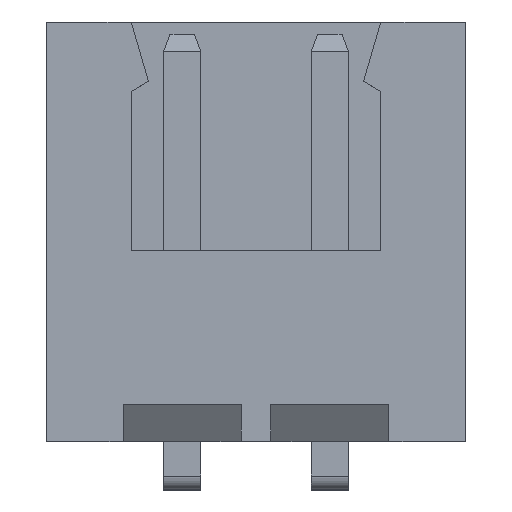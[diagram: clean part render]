
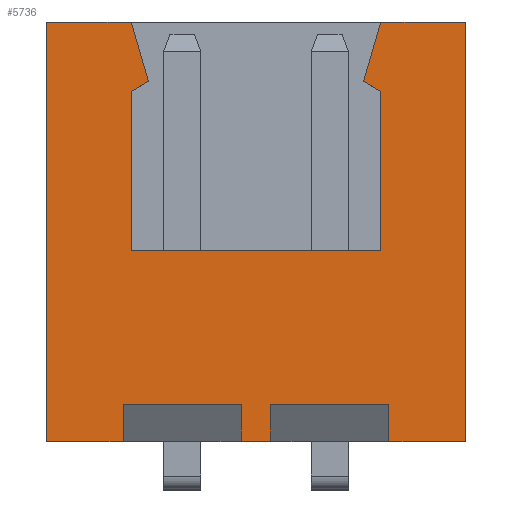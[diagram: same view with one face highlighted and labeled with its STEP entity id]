
A CAD part, top view. The second image highlights one B-rep face of the part: STEP entity #5736.
In plain terms, the highlighted planar face has unit normal (0, 0, 1).
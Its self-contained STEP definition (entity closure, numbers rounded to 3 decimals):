
#437=ORIENTED_EDGE('',*,*,#1622,.F.);
#438=ORIENTED_EDGE('',*,*,#1623,.F.);
#439=ORIENTED_EDGE('',*,*,#1624,.F.);
#440=ORIENTED_EDGE('',*,*,#1625,.F.);
#441=ORIENTED_EDGE('',*,*,#1626,.F.);
#442=ORIENTED_EDGE('',*,*,#1592,.T.);
#443=ORIENTED_EDGE('',*,*,#1627,.T.);
#444=ORIENTED_EDGE('',*,*,#1628,.F.);
#445=ORIENTED_EDGE('',*,*,#1629,.F.);
#446=ORIENTED_EDGE('',*,*,#1630,.T.);
#447=ORIENTED_EDGE('',*,*,#1631,.T.);
#448=ORIENTED_EDGE('',*,*,#1603,.F.);
#449=ORIENTED_EDGE('',*,*,#1632,.F.);
#450=ORIENTED_EDGE('',*,*,#1633,.T.);
#451=ORIENTED_EDGE('',*,*,#1634,.T.);
#452=ORIENTED_EDGE('',*,*,#1608,.F.);
#453=ORIENTED_EDGE('',*,*,#1635,.F.);
#454=ORIENTED_EDGE('',*,*,#1636,.T.);
#455=ORIENTED_EDGE('',*,*,#1637,.F.);
#456=ORIENTED_EDGE('',*,*,#1638,.F.);
#1592=EDGE_CURVE('',#2185,#2187,#2577,.T.);
#1603=EDGE_CURVE('',#2196,#2197,#2588,.T.);
#1608=EDGE_CURVE('',#2200,#2201,#2593,.T.);
#1622=EDGE_CURVE('',#2210,#2211,#2607,.T.);
#1623=EDGE_CURVE('',#2212,#2210,#2608,.T.);
#1624=EDGE_CURVE('',#2213,#2212,#2609,.T.);
#1625=EDGE_CURVE('',#2214,#2213,#2610,.T.);
#1626=EDGE_CURVE('',#2185,#2214,#2611,.T.);
#1627=EDGE_CURVE('',#2187,#2215,#2612,.T.);
#1628=EDGE_CURVE('',#2216,#2215,#2613,.T.);
#1629=EDGE_CURVE('',#2217,#2216,#2614,.T.);
#1630=EDGE_CURVE('',#2217,#2218,#2615,.T.);
#1631=EDGE_CURVE('',#2218,#2197,#2616,.T.);
#1632=EDGE_CURVE('',#2219,#2196,#2617,.T.);
#1633=EDGE_CURVE('',#2219,#2220,#2618,.T.);
#1634=EDGE_CURVE('',#2220,#2201,#2619,.T.);
#1635=EDGE_CURVE('',#2221,#2200,#2620,.T.);
#1636=EDGE_CURVE('',#2221,#2222,#2621,.T.);
#1637=EDGE_CURVE('',#2223,#2222,#2622,.T.);
#1638=EDGE_CURVE('',#2211,#2223,#2623,.T.);
#2185=VERTEX_POINT('',#7062);
#2187=VERTEX_POINT('',#7066);
#2196=VERTEX_POINT('',#7089);
#2197=VERTEX_POINT('',#7091);
#2200=VERTEX_POINT('',#7100);
#2201=VERTEX_POINT('',#7101);
#2210=VERTEX_POINT('',#7126);
#2211=VERTEX_POINT('',#7127);
#2212=VERTEX_POINT('',#7129);
#2213=VERTEX_POINT('',#7131);
#2214=VERTEX_POINT('',#7133);
#2215=VERTEX_POINT('',#7136);
#2216=VERTEX_POINT('',#7138);
#2217=VERTEX_POINT('',#7140);
#2218=VERTEX_POINT('',#7142);
#2219=VERTEX_POINT('',#7145);
#2220=VERTEX_POINT('',#7147);
#2221=VERTEX_POINT('',#7150);
#2222=VERTEX_POINT('',#7152);
#2223=VERTEX_POINT('',#7154);
#2577=LINE('',#7067,#2902);
#2588=LINE('',#7090,#2913);
#2593=LINE('',#7099,#2918);
#2607=LINE('',#7125,#2932);
#2608=LINE('',#7128,#2933);
#2609=LINE('',#7130,#2934);
#2610=LINE('',#7132,#2935);
#2611=LINE('',#7134,#2936);
#2612=LINE('',#7135,#2937);
#2613=LINE('',#7137,#2938);
#2614=LINE('',#7139,#2939);
#2615=LINE('',#7141,#2940);
#2616=LINE('',#7143,#2941);
#2617=LINE('',#7144,#2942);
#2618=LINE('',#7146,#2943);
#2619=LINE('',#7148,#2944);
#2620=LINE('',#7149,#2945);
#2621=LINE('',#7151,#2946);
#2622=LINE('',#7153,#2947);
#2623=LINE('',#7155,#2948);
#2902=VECTOR('',#6282,1000.);
#2913=VECTOR('',#6299,1000.);
#2918=VECTOR('',#6306,1000.);
#2932=VECTOR('',#6324,1000.);
#2933=VECTOR('',#6325,1000.);
#2934=VECTOR('',#6326,1000.);
#2935=VECTOR('',#6327,1000.);
#2936=VECTOR('',#6328,1000.);
#2937=VECTOR('',#6329,1000.);
#2938=VECTOR('',#6330,1000.);
#2939=VECTOR('',#6331,1000.);
#2940=VECTOR('',#6332,1000.);
#2941=VECTOR('',#6333,1000.);
#2942=VECTOR('',#6334,1000.);
#2943=VECTOR('',#6335,1000.);
#2944=VECTOR('',#6336,1000.);
#2945=VECTOR('',#6337,1000.);
#2946=VECTOR('',#6338,1000.);
#2947=VECTOR('',#6339,1000.);
#2948=VECTOR('',#6340,1000.);
#3212=EDGE_LOOP('',(#437,#438,#439,#440,#441,#442,#443,#444,#445,#446,#447,
#448,#449,#450,#451,#452,#453,#454,#455,#456));
#3483=FACE_BOUND('',#3212,.T.);
#3754=PLANE('',#6022);
#5736=ADVANCED_FACE('',(#3483),#3754,.T.);
#6022=AXIS2_PLACEMENT_3D('',#7124,#6322,#6323);
#6282=DIRECTION('',(-1.,0.,0.));
#6299=DIRECTION('',(-1.,0.,0.));
#6306=DIRECTION('',(-1.,0.,0.));
#6322=DIRECTION('',(0.,0.,1.));
#6323=DIRECTION('',(0.,-1.,0.));
#6324=DIRECTION('',(0.,1.,0.));
#6325=DIRECTION('',(1.,0.,0.));
#6326=DIRECTION('',(0.,-1.,0.));
#6327=DIRECTION('',(-0.856,-0.517,0.));
#6328=DIRECTION('',(0.281,-0.96,0.));
#6329=DIRECTION('',(0.,-1.,0.));
#6330=DIRECTION('',(-1.,0.,0.));
#6331=DIRECTION('',(0.,-1.,0.));
#6332=DIRECTION('',(1.,0.,0.));
#6333=DIRECTION('',(0.,-1.,0.));
#6334=DIRECTION('',(0.,-1.,0.));
#6335=DIRECTION('',(1.,0.,0.));
#6336=DIRECTION('',(0.,-1.,0.));
#6337=DIRECTION('',(0.,-1.,0.));
#6338=DIRECTION('',(-1.,0.,0.));
#6339=DIRECTION('',(0.281,0.96,0.));
#6340=DIRECTION('',(-0.856,0.517,0.));
#7062=CARTESIAN_POINT('',(-2.146,7.534,5.842));
#7066=CARTESIAN_POINT('',(-3.607,7.534,5.842));
#7067=CARTESIAN_POINT('',(3.607,7.534,5.842));
#7089=CARTESIAN_POINT('',(0.254,0.32,5.842));
#7090=CARTESIAN_POINT('',(3.607,0.32,5.842));
#7091=CARTESIAN_POINT('',(-0.254,0.32,5.842));
#7099=CARTESIAN_POINT('',(3.607,0.32,5.842));
#7100=CARTESIAN_POINT('',(3.607,0.32,5.842));
#7101=CARTESIAN_POINT('',(2.286,0.32,5.842));
#7124=CARTESIAN_POINT('',(3.607,1.031,5.842));
#7125=CARTESIAN_POINT('',(2.146,3.597,5.842));
#7126=CARTESIAN_POINT('',(2.146,3.597,5.842));
#7127=CARTESIAN_POINT('',(2.146,6.338,5.842));
#7128=CARTESIAN_POINT('',(-2.146,3.597,5.842));
#7129=CARTESIAN_POINT('',(-2.146,3.597,5.842));
#7130=CARTESIAN_POINT('',(-2.146,6.338,5.842));
#7131=CARTESIAN_POINT('',(-2.146,6.338,5.842));
#7132=CARTESIAN_POINT('',(-1.848,6.518,5.842));
#7133=CARTESIAN_POINT('',(-1.848,6.518,5.842));
#7134=CARTESIAN_POINT('',(-2.146,7.534,5.842));
#7135=CARTESIAN_POINT('',(-3.607,1.031,5.842));
#7136=CARTESIAN_POINT('',(-3.607,0.32,5.842));
#7137=CARTESIAN_POINT('',(3.607,0.32,5.842));
#7138=CARTESIAN_POINT('',(-2.286,0.32,5.842));
#7139=CARTESIAN_POINT('',(-2.286,0.955,5.842));
#7140=CARTESIAN_POINT('',(-2.286,0.955,5.842));
#7141=CARTESIAN_POINT('',(-2.286,0.955,5.842));
#7142=CARTESIAN_POINT('',(-0.254,0.955,5.842));
#7143=CARTESIAN_POINT('',(-0.254,0.955,5.842));
#7144=CARTESIAN_POINT('',(0.254,0.955,5.842));
#7145=CARTESIAN_POINT('',(0.254,0.955,5.842));
#7146=CARTESIAN_POINT('',(0.254,0.955,5.842));
#7147=CARTESIAN_POINT('',(2.286,0.955,5.842));
#7148=CARTESIAN_POINT('',(2.286,0.955,5.842));
#7149=CARTESIAN_POINT('',(3.607,1.031,5.842));
#7150=CARTESIAN_POINT('',(3.607,7.534,5.842));
#7151=CARTESIAN_POINT('',(3.607,7.534,5.842));
#7152=CARTESIAN_POINT('',(2.146,7.534,5.842));
#7153=CARTESIAN_POINT('',(1.848,6.518,5.842));
#7154=CARTESIAN_POINT('',(1.848,6.518,5.842));
#7155=CARTESIAN_POINT('',(2.146,6.338,5.842));
